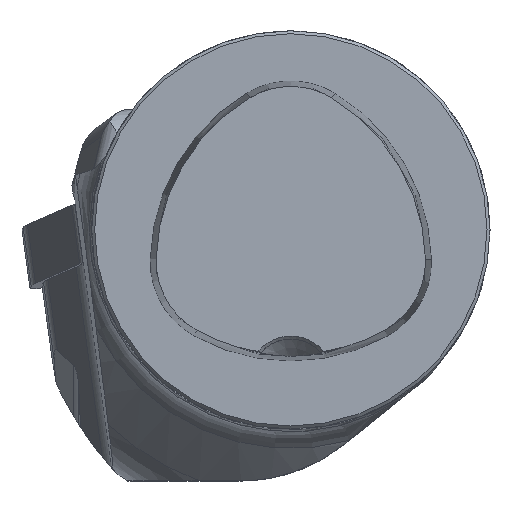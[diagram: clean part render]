
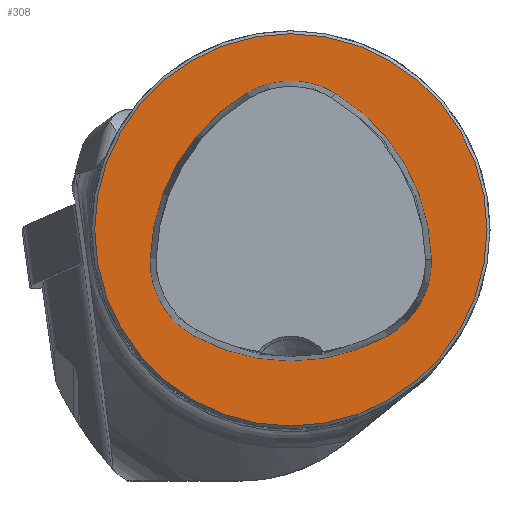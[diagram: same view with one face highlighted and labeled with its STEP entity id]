
A CAD part, top view. The second image highlights one B-rep face of the part: STEP entity #308.
In plain terms, the highlighted planar face has unit normal (0, 0, 1).
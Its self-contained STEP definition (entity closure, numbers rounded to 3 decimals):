
#86=FACE_BOUND('',#624,.T.);
#87=FACE_BOUND('',#625,.T.);
#308=ADVANCED_FACE('CU_FL_N1_SU_1',(#86,#87),#409,.T.);
#409=PLANE('',#2522);
#624=EDGE_LOOP('',(#1059,#1060,#1061,#1062,#1063,#1064));
#625=EDGE_LOOP('',(#1065));
#742=CIRCLE('',#2513,20.063);
#744=CIRCLE('',#2516,20.063);
#745=CIRCLE('',#2517,8.563);
#746=CIRCLE('',#2518,20.063);
#747=CIRCLE('',#2519,8.563);
#748=CIRCLE('',#2520,8.563);
#749=CIRCLE('',#2521,19.7);
#1059=ORIENTED_EDGE('',*,*,#1852,.F.);
#1060=ORIENTED_EDGE('',*,*,#1853,.F.);
#1061=ORIENTED_EDGE('',*,*,#1854,.F.);
#1062=ORIENTED_EDGE('',*,*,#1855,.F.);
#1063=ORIENTED_EDGE('',*,*,#1849,.F.);
#1064=ORIENTED_EDGE('',*,*,#1856,.F.);
#1065=ORIENTED_EDGE('',*,*,#1857,.T.);
#1585=VERTEX_POINT('',#4153);
#1586=VERTEX_POINT('',#4155);
#1588=VERTEX_POINT('',#4161);
#1589=VERTEX_POINT('',#4162);
#1590=VERTEX_POINT('',#4164);
#1591=VERTEX_POINT('',#4166);
#1592=VERTEX_POINT('',#4170);
#1849=EDGE_CURVE('',#1585,#1586,#742,.T.);
#1852=EDGE_CURVE('',#1588,#1589,#744,.T.);
#1853=EDGE_CURVE('',#1590,#1588,#745,.T.);
#1854=EDGE_CURVE('',#1591,#1590,#746,.T.);
#1855=EDGE_CURVE('',#1586,#1591,#747,.T.);
#1856=EDGE_CURVE('',#1589,#1585,#748,.T.);
#1857=EDGE_CURVE('',#1592,#1592,#749,.T.);
#2513=AXIS2_PLACEMENT_3D('',#4154,#2941,#2942);
#2516=AXIS2_PLACEMENT_3D('',#4160,#2948,#2949);
#2517=AXIS2_PLACEMENT_3D('',#4163,#2950,#2951);
#2518=AXIS2_PLACEMENT_3D('',#4165,#2952,#2953);
#2519=AXIS2_PLACEMENT_3D('',#4167,#2954,#2955);
#2520=AXIS2_PLACEMENT_3D('',#4168,#2956,#2957);
#2521=AXIS2_PLACEMENT_3D('',#4169,#2958,#2959);
#2522=AXIS2_PLACEMENT_3D('',#4171,#2960,#2961);
#2941=DIRECTION('',(0.,0.,1.));
#2942=DIRECTION('',(1.,0.,0.));
#2948=DIRECTION('',(0.,0.,1.));
#2949=DIRECTION('',(1.,0.,0.));
#2950=DIRECTION('',(0.,0.,1.));
#2951=DIRECTION('',(1.,0.,0.));
#2952=DIRECTION('',(0.,0.,1.));
#2953=DIRECTION('',(1.,0.,0.));
#2954=DIRECTION('',(0.,0.,1.));
#2955=DIRECTION('',(1.,0.,0.));
#2956=DIRECTION('',(0.,0.,1.));
#2957=DIRECTION('',(1.,0.,0.));
#2958=DIRECTION('',(0.,0.,1.));
#2959=DIRECTION('',(1.,0.,0.));
#2960=DIRECTION('',(0.,0.,1.));
#2961=DIRECTION('',(1.,0.,0.));
#4153=CARTESIAN_POINT('',(-9.704,-10.66,0.));
#4154=CARTESIAN_POINT('',(0.,6.9,0.));
#4155=CARTESIAN_POINT('',(9.704,-10.66,0.));
#4160=CARTESIAN_POINT('',(5.934,-3.451,0.));
#4161=CARTESIAN_POINT('',(-4.418,13.735,0.));
#4162=CARTESIAN_POINT('',(-14.123,-2.953,0.));
#4163=CARTESIAN_POINT('',(0.,6.4,0.));
#4164=CARTESIAN_POINT('',(4.418,13.735,0.));
#4165=CARTESIAN_POINT('',(-5.934,-3.451,0.));
#4166=CARTESIAN_POINT('',(14.123,-2.953,0.));
#4167=CARTESIAN_POINT('',(5.562,-3.165,0.));
#4168=CARTESIAN_POINT('',(-5.562,-3.165,0.));
#4169=CARTESIAN_POINT('',(0.,0.,0.));
#4170=CARTESIAN_POINT('',(19.7,0.,0.));
#4171=CARTESIAN_POINT('',(0.,0.,0.));
